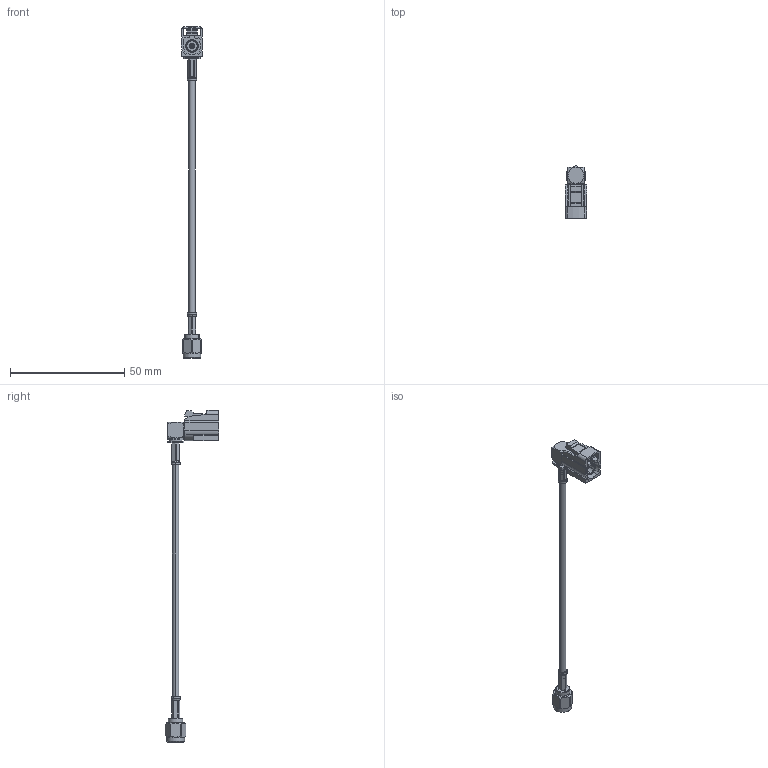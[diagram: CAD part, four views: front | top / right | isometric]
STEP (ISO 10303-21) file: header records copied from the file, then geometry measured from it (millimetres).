
FILE_DESCRIPTION (( 'STEP AP203' ), '1' );
FILE_NAME ('PE3W08152LF.step', '2020-09-09T16:42:26', ( '' ), ( '' ), 'SwSTEP 2.0', 'SolidWorks 2018', '' );
FILE_SCHEMA (( 'CONFIG_CONTROL_DESIGN' ));
Length unit declared in the file: inch
Products named in the file (4): PE45145^PE3W08152LF_Crimped; PE3W08152LF; LMR-100A-PVC^PE3W08152LF_LMR-100A; PE44648Z^PE3W08152LF_Z-Crimped
Assembly tree (3 placements, depth 2):
  PE3W08152LF
    LMR-100A-PVC^PE3W08152LF_LMR-100A
    PE44648Z^PE3W08152LF_Z-Crimped
    PE45145^PE3W08152LF_Crimped
Bounding box: 9.4 x 23.29 x 145.46 mm (x, y, z)
Volume: 2657.5 mm3; surface area: 4067.8 mm2
Topology: 7 solids, 7 shells, 377 faces, 989 edges, 647 vertices
Faces by surface type: plane 170, cylinder 147, cone 38, bspline 20, torus 2
Entity records: 17077 total; most frequent: CARTESIAN_POINT 7776, ORIENTED_EDGE 1978, DIRECTION 1687, EDGE_CURVE 989, VERTEX_POINT 647, AXIS2_PLACEMENT_3D 614, LINE 459, VECTOR 459
